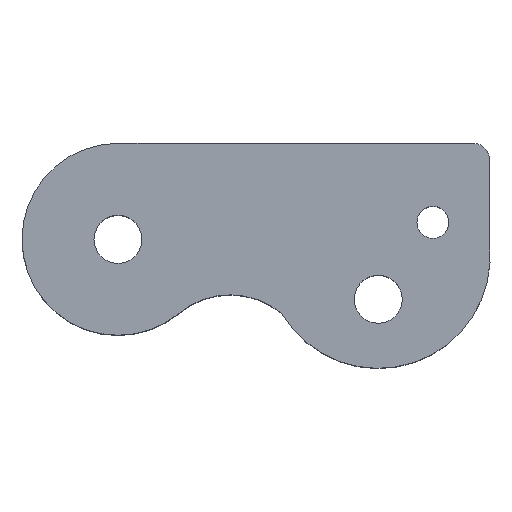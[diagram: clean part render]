
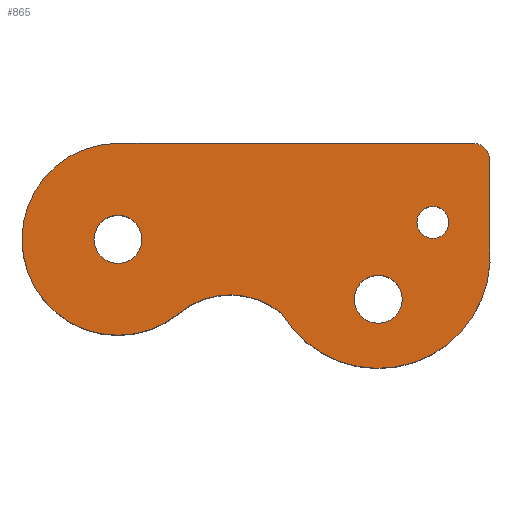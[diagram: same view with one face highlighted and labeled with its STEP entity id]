
A CAD part, top view. The second image highlights one B-rep face of the part: STEP entity #865.
In plain terms, the highlighted planar face has unit normal (0, 0, 1).
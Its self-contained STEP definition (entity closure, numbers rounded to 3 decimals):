
#4 = DIRECTION ( 'NONE',  ( 0., 0., 1. ) ) ;
#12 = CARTESIAN_POINT ( 'NONE',  ( -20.239, 31.02, -4.889 ) ) ;
#18 = CIRCLE ( 'NONE', #829, 5. ) ;
#23 = CARTESIAN_POINT ( 'NONE',  ( -29.491, 23.616, -4.889 ) ) ;
#28 = LINE ( 'NONE', #435, #786 ) ;
#30 = DIRECTION ( 'NONE',  ( 1., 0., 0. ) ) ;
#37 = DIRECTION ( 'NONE',  ( 0., 0., 1. ) ) ;
#38 = DIRECTION ( 'NONE',  ( 0., 1., 0. ) ) ;
#43 = CARTESIAN_POINT ( 'NONE',  ( -20.239, 28.34, -4.889 ) ) ;
#47 = AXIS2_PLACEMENT_3D ( 'NONE', #777, #214, #302 ) ;
#57 = DIRECTION ( 'NONE',  ( 0., 0., 1. ) ) ;
#65 = VERTEX_POINT ( 'NONE', #89 ) ;
#69 = AXIS2_PLACEMENT_3D ( 'NONE', #913, #364, #1010 ) ;
#80 = CARTESIAN_POINT ( 'NONE',  ( -38.008, 32.088, -4.889 ) ) ;
#86 = DIRECTION ( 'NONE',  ( 1., 0., 0. ) ) ;
#89 = CARTESIAN_POINT ( 'NONE',  ( -13.285, 31.816, -4.889 ) ) ;
#93 = ORIENTED_EDGE ( 'NONE', *, *, #534, .F. ) ;
#102 = FACE_BOUND ( 'NONE', #378, .T. ) ;
#106 = ORIENTED_EDGE ( 'NONE', *, *, #679, .T. ) ;
#109 = EDGE_CURVE ( 'NONE', #324, #65, #852, .T. ) ;
#117 = CARTESIAN_POINT ( 'NONE',  ( -36.508, 32.088, -4.889 ) ) ;
#122 = EDGE_LOOP ( 'NONE', ( #717, #93 ) ) ;
#124 = CARTESIAN_POINT ( 'NONE',  ( -42.508, 32.088, -4.889 ) ) ;
#137 = DIRECTION ( 'NONE',  ( 0., 0., 1. ) ) ;
#143 = CARTESIAN_POINT ( 'NONE',  ( -36.508, 32.088, -4.889 ) ) ;
#146 = CIRCLE ( 'NONE', #69, 1.5 ) ;
#150 = DIRECTION ( 'NONE',  ( 0., 0., 1. ) ) ;
#152 = ORIENTED_EDGE ( 'NONE', *, *, #1084, .F. ) ;
#178 = AXIS2_PLACEMENT_3D ( 'NONE', #599, #1162, #230 ) ;
#186 = VERTEX_POINT ( 'NONE', #1148 ) ;
#188 = EDGE_CURVE ( 'NONE', #387, #324, #18, .T. ) ;
#190 = CARTESIAN_POINT ( 'NONE',  ( -35.008, 32.088, -4.889 ) ) ;
#193 = EDGE_CURVE ( 'NONE', #565, #513, #1130, .T. ) ;
#203 = CARTESIAN_POINT ( 'NONE',  ( -17.817, 33.152, -4.889 ) ) ;
#205 = AXIS2_PLACEMENT_3D ( 'NONE', #117, #215, #867 ) ;
#214 = DIRECTION ( 'NONE',  ( 0., 0., 1. ) ) ;
#215 = DIRECTION ( 'NONE',  ( 0., 0., 1. ) ) ;
#229 = AXIS2_PLACEMENT_3D ( 'NONE', #143, #150, #240 ) ;
#230 = DIRECTION ( 'NONE',  ( 1., 0., 0. ) ) ;
#231 = DIRECTION ( 'NONE',  ( 0., 0., 1. ) ) ;
#240 = DIRECTION ( 'NONE',  ( 1., 0., 0. ) ) ;
#241 = CARTESIAN_POINT ( 'NONE',  ( -16.817, 33.152, -4.889 ) ) ;
#253 = PLANE ( 'NONE',  #229 ) ;
#289 = CARTESIAN_POINT ( 'NONE',  ( -36.508, 38.088, -4.889 ) ) ;
#302 = DIRECTION ( 'NONE',  ( 1., 0., 0. ) ) ;
#324 = VERTEX_POINT ( 'NONE', #824 ) ;
#325 = CARTESIAN_POINT ( 'NONE',  ( -13.285, 31.816, -4.889 ) ) ;
#351 = VERTEX_POINT ( 'NONE', #728 ) ;
#364 = DIRECTION ( 'NONE',  ( 0., 0., 1. ) ) ;
#374 = CARTESIAN_POINT ( 'NONE',  ( -32.681, 27.467, -4.889 ) ) ;
#378 = EDGE_LOOP ( 'NONE', ( #645, #1028 ) ) ;
#387 = VERTEX_POINT ( 'NONE', #374 ) ;
#404 = VERTEX_POINT ( 'NONE', #203 ) ;
#420 = EDGE_CURVE ( 'NONE', #1060, #600, #761, .T. ) ;
#435 = CARTESIAN_POINT ( 'NONE',  ( -14.508, 38.088, -4.889 ) ) ;
#436 = EDGE_CURVE ( 'NONE', #826, #351, #456, .T. ) ;
#456 = CIRCLE ( 'NONE', #962, 1. ) ;
#458 = CARTESIAN_POINT ( 'NONE',  ( -36.508, 32.088, -4.889 ) ) ;
#465 = DIRECTION ( 'NONE',  ( 0., 0., 1. ) ) ;
#470 = AXIS2_PLACEMENT_3D ( 'NONE', #43, #137, #1064 ) ;
#487 = CIRCLE ( 'NONE', #1029, 1. ) ;
#509 = ORIENTED_EDGE ( 'NONE', *, *, #436, .T. ) ;
#513 = VERTEX_POINT ( 'NONE', #124 ) ;
#534 = EDGE_CURVE ( 'NONE', #682, #404, #487, .T. ) ;
#551 = ORIENTED_EDGE ( 'NONE', *, *, #109, .T. ) ;
#565 = VERTEX_POINT ( 'NONE', #289 ) ;
#567 = DIRECTION ( 'NONE',  ( 1., 0., 0. ) ) ;
#571 = AXIS2_PLACEMENT_3D ( 'NONE', #458, #465, #86 ) ;
#599 = CARTESIAN_POINT ( 'NONE',  ( -36.508, 32.088, -4.889 ) ) ;
#600 = VERTEX_POINT ( 'NONE', #190 ) ;
#617 = FACE_BOUND ( 'NONE', #1091, .T. ) ;
#645 = ORIENTED_EDGE ( 'NONE', *, *, #420, .F. ) ;
#658 = AXIS2_PLACEMENT_3D ( 'NONE', #12, #4, #671 ) ;
#671 = DIRECTION ( 'NONE',  ( 1., 0., 0. ) ) ;
#679 = EDGE_CURVE ( 'NONE', #513, #387, #835, .T. ) ;
#682 = VERTEX_POINT ( 'NONE', #765 ) ;
#716 = ORIENTED_EDGE ( 'NONE', *, *, #188, .T. ) ;
#717 = ORIENTED_EDGE ( 'NONE', *, *, #774, .F. ) ;
#725 = EDGE_LOOP ( 'NONE', ( #768, #106, #716, #551, #902, #509, #1001 ) ) ;
#728 = CARTESIAN_POINT ( 'NONE',  ( -14.285, 38.088, -4.889 ) ) ;
#747 = EDGE_CURVE ( 'NONE', #65, #826, #848, .T. ) ;
#756 = EDGE_CURVE ( 'NONE', #912, #186, #1167, .T. ) ;
#761 = CIRCLE ( 'NONE', #178, 1.5 ) ;
#765 = CARTESIAN_POINT ( 'NONE',  ( -15.817, 33.152, -4.889 ) ) ;
#768 = ORIENTED_EDGE ( 'NONE', *, *, #193, .T. ) ;
#774 = EDGE_CURVE ( 'NONE', #404, #682, #990, .T. ) ;
#777 = CARTESIAN_POINT ( 'NONE',  ( -36.508, 32.088, -4.889 ) ) ;
#786 = VECTOR ( 'NONE', #814, 1000. ) ;
#814 = DIRECTION ( 'NONE',  ( -1., 0., 0. ) ) ;
#821 = VECTOR ( 'NONE', #38, 1000. ) ;
#824 = CARTESIAN_POINT ( 'NONE',  ( -26.239, 27.414, -4.889 ) ) ;
#826 = VERTEX_POINT ( 'NONE', #895 ) ;
#829 = AXIS2_PLACEMENT_3D ( 'NONE', #23, #966, #950 ) ;
#833 = FACE_OUTER_BOUND ( 'NONE', #725, .T. ) ;
#835 = CIRCLE ( 'NONE', #47, 6. ) ;
#848 = LINE ( 'NONE', #325, #821 ) ;
#852 = CIRCLE ( 'NONE', #658, 7. ) ;
#857 = ORIENTED_EDGE ( 'NONE', *, *, #756, .F. ) ;
#865 = ADVANCED_FACE ( 'NONE', ( #1081, #833, #102, #617 ), #253, .T. ) ;
#867 = DIRECTION ( 'NONE',  ( 1., 0., 0. ) ) ;
#881 = CARTESIAN_POINT ( 'NONE',  ( -14.285, 37.088, -4.889 ) ) ;
#895 = CARTESIAN_POINT ( 'NONE',  ( -13.285, 37.088, -4.889 ) ) ;
#902 = ORIENTED_EDGE ( 'NONE', *, *, #747, .T. ) ;
#912 = VERTEX_POINT ( 'NONE', #1182 ) ;
#913 = CARTESIAN_POINT ( 'NONE',  ( -20.239, 28.34, -4.889 ) ) ;
#950 = DIRECTION ( 'NONE',  ( -1., 0., 0. ) ) ;
#951 = EDGE_CURVE ( 'NONE', #351, #565, #28, .T. ) ;
#962 = AXIS2_PLACEMENT_3D ( 'NONE', #881, #37, #30 ) ;
#966 = DIRECTION ( 'NONE',  ( 0., 0., -1. ) ) ;
#990 = CIRCLE ( 'NONE', #1108, 1. ) ;
#993 = DIRECTION ( 'NONE',  ( 1., 0., 0. ) ) ;
#1001 = ORIENTED_EDGE ( 'NONE', *, *, #951, .T. ) ;
#1010 = DIRECTION ( 'NONE',  ( 1., 0., 0. ) ) ;
#1028 = ORIENTED_EDGE ( 'NONE', *, *, #1049, .F. ) ;
#1029 = AXIS2_PLACEMENT_3D ( 'NONE', #1151, #231, #567 ) ;
#1049 = EDGE_CURVE ( 'NONE', #600, #1060, #1085, .T. ) ;
#1060 = VERTEX_POINT ( 'NONE', #80 ) ;
#1064 = DIRECTION ( 'NONE',  ( 1., 0., 0. ) ) ;
#1081 = FACE_BOUND ( 'NONE', #122, .T. ) ;
#1084 = EDGE_CURVE ( 'NONE', #186, #912, #146, .T. ) ;
#1085 = CIRCLE ( 'NONE', #571, 1.5 ) ;
#1091 = EDGE_LOOP ( 'NONE', ( #857, #152 ) ) ;
#1108 = AXIS2_PLACEMENT_3D ( 'NONE', #241, #57, #993 ) ;
#1130 = CIRCLE ( 'NONE', #205, 6. ) ;
#1148 = CARTESIAN_POINT ( 'NONE',  ( -18.739, 28.34, -4.889 ) ) ;
#1151 = CARTESIAN_POINT ( 'NONE',  ( -16.817, 33.152, -4.889 ) ) ;
#1162 = DIRECTION ( 'NONE',  ( 0., 0., 1. ) ) ;
#1167 = CIRCLE ( 'NONE', #470, 1.5 ) ;
#1182 = CARTESIAN_POINT ( 'NONE',  ( -21.739, 28.34, -4.889 ) ) ;
